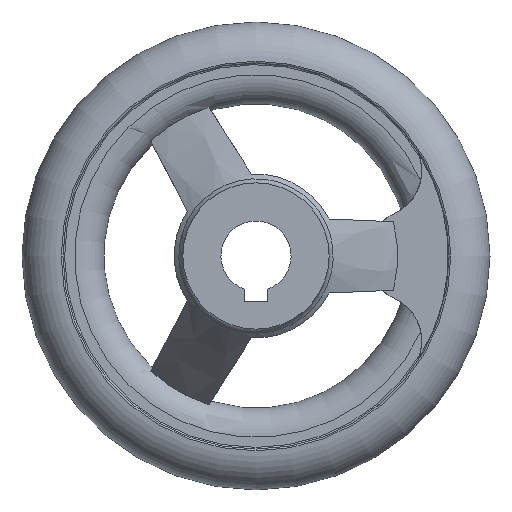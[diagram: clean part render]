
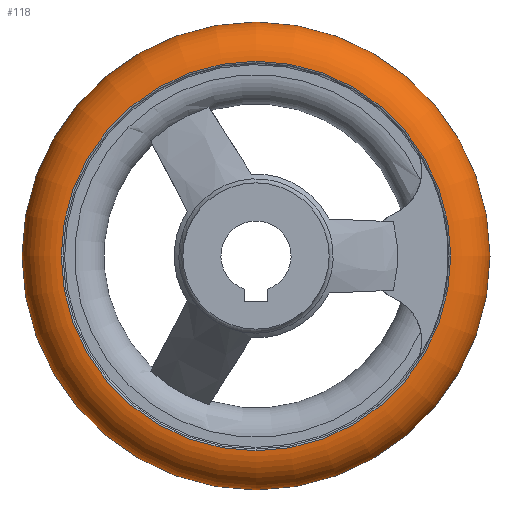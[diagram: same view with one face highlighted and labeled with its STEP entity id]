
A CAD part, front view. The second image highlights one B-rep face of the part: STEP entity #118.
In plain terms, the highlighted toroidal (fillet/blend) face has major radius 33 mm and minor radius 7 mm.
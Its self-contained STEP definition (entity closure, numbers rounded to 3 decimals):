
#118 = ADVANCED_FACE( '', ( #263, #264, #265 ), #266, .T. );
#263 = FACE_BOUND( '', #459, .T. );
#264 = FACE_OUTER_BOUND( '', #460, .T. );
#265 = FACE_OUTER_BOUND( '', #461, .T. );
#266 = TOROIDAL_SURFACE( '', #462, 33., 7. );
#459 = VERTEX_LOOP( '', #731 );
#460 = EDGE_LOOP( '', ( #732 ) );
#461 = EDGE_LOOP( '', ( #733 ) );
#462 = AXIS2_PLACEMENT_3D( '', #734, #735, #736 );
#731 = VERTEX_POINT( '', #1011 );
#732 = ORIENTED_EDGE( '', *, *, #1012, .T. );
#733 = ORIENTED_EDGE( '', *, *, #998, .F. );
#734 = CARTESIAN_POINT( '', ( 0., 22., 0. ) );
#735 = DIRECTION( '', ( 0., -1., 0. ) );
#736 = DIRECTION( '', ( 0., 0., -1. ) );
#998 = EDGE_CURVE( '', #1203, #1203, #1204, .T. );
#1011 = CARTESIAN_POINT( '', ( 0., 22., -40. ) );
#1012 = EDGE_CURVE( '', #1223, #1223, #1224, .T. );
#1203 = VERTEX_POINT( '', #1685 );
#1204 = CIRCLE( '', #1686, 33.292 );
#1223 = VERTEX_POINT( '', #1707 );
#1224 = CIRCLE( '', #1708, 33.292 );
#1685 = CARTESIAN_POINT( '', ( 0., 15.006, -33.292 ) );
#1686 = AXIS2_PLACEMENT_3D( '', #1923, #1924, #1925 );
#1707 = CARTESIAN_POINT( '', ( 0., 28.994, -33.292 ) );
#1708 = AXIS2_PLACEMENT_3D( '', #1946, #1947, #1948 );
#1923 = CARTESIAN_POINT( '', ( 0., 15.006, 0. ) );
#1924 = DIRECTION( '', ( 0., -1., 0. ) );
#1925 = DIRECTION( '', ( 0., 0., -1. ) );
#1946 = CARTESIAN_POINT( '', ( 0., 28.994, 0. ) );
#1947 = DIRECTION( '', ( 0., -1., 0. ) );
#1948 = DIRECTION( '', ( 0., 0., -1. ) );
